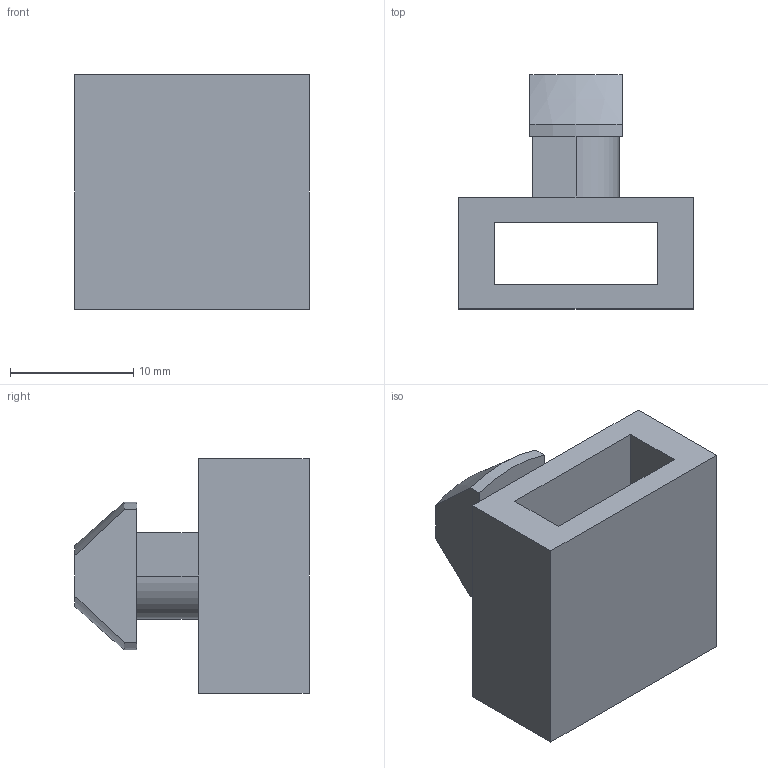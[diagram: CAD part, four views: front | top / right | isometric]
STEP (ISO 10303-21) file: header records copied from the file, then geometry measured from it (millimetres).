
FILE_DESCRIPTION((''),'2;1');
FILE_NAME('AR3304.stp','2021-01-21T09:37:24',('arma03'),(''),'Autodesk Inventor 2013','Autodesk Inventor 2013','');
FILE_SCHEMA(('AUTOMOTIVE_DESIGN { 1 0 10303 214 1 1 1 1 }'));
Length unit declared in the file: millimetre
Products named in the file (1): AR3304
Bounding box: 19 x 19 x 19 mm (x, y, z)
Volume: 2532.1 mm3; surface area: 2301.2 mm2
Topology: 1 solids, 1 shells, 24 faces, 60 edges, 40 vertices
Faces by surface type: plane 18, cylinder 4, cone 2
Entity records: 740 total; most frequent: CARTESIAN_POINT 133, ORIENTED_EDGE 120, DIRECTION 116, EDGE_CURVE 60, VECTOR 46, LINE 46, VERTEX_POINT 40, AXIS2_PLACEMENT_3D 35
